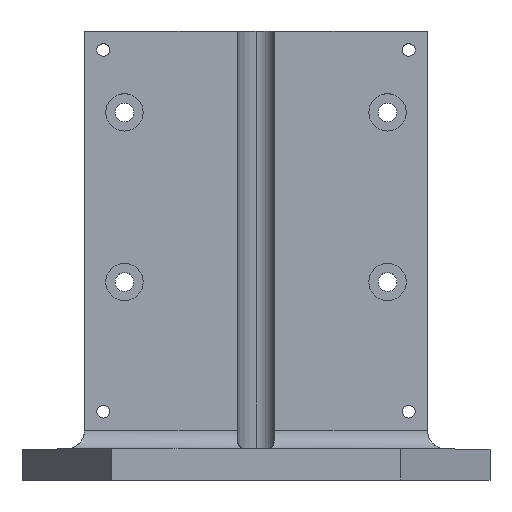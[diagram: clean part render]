
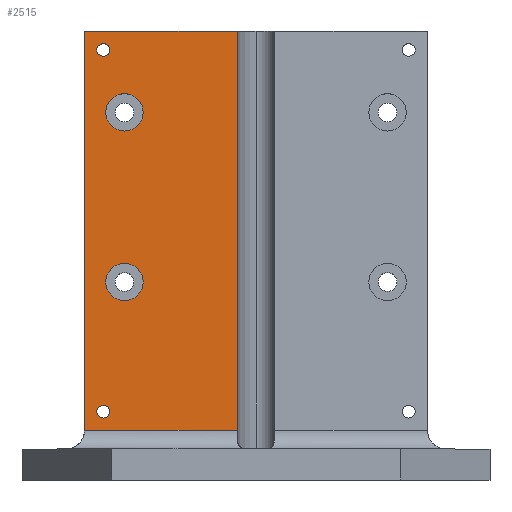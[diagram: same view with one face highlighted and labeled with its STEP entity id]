
A CAD part, top view. The second image highlights one B-rep face of the part: STEP entity #2515.
In plain terms, the highlighted planar face has unit normal (0, 0, 1).
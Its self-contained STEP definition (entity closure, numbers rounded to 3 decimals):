
#11 = DIRECTION ( 'NONE',  ( 0., 0., 1. ) ) ;
#30 = EDGE_CURVE ( 'NONE', #259, #600, #230, .T. ) ;
#111 = EDGE_LOOP ( 'NONE', ( #3067, #467 ) ) ;
#148 = CIRCLE ( 'NONE', #279, 1.025 ) ;
#165 = VERTEX_POINT ( 'NONE', #3804 ) ;
#222 = ORIENTED_EDGE ( 'NONE', *, *, #1336, .T. ) ;
#225 = ORIENTED_EDGE ( 'NONE', *, *, #2750, .F. ) ;
#230 = LINE ( 'NONE', #1335, #3243 ) ;
#259 = VERTEX_POINT ( 'NONE', #3541 ) ;
#260 = DIRECTION ( 'NONE',  ( 1., 0., 0. ) ) ;
#279 = AXIS2_PLACEMENT_3D ( 'NONE', #2046, #2396, #260 ) ;
#364 = DIRECTION ( 'NONE',  ( 0., 0., 1. ) ) ;
#413 = AXIS2_PLACEMENT_3D ( 'NONE', #1800, #1785, #2042 ) ;
#467 = ORIENTED_EDGE ( 'NONE', *, *, #3421, .F. ) ;
#514 = ORIENTED_EDGE ( 'NONE', *, *, #30, .F. ) ;
#515 = CIRCLE ( 'NONE', #577, 3. ) ;
#522 = CIRCLE ( 'NONE', #2062, 1.025 ) ;
#548 = VERTEX_POINT ( 'NONE', #2211 ) ;
#577 = AXIS2_PLACEMENT_3D ( 'NONE', #633, #11, #1564 ) ;
#600 = VERTEX_POINT ( 'NONE', #2802 ) ;
#619 = CARTESIAN_POINT ( 'NONE',  ( 0., 72., 10. ) ) ;
#633 = CARTESIAN_POINT ( 'NONE',  ( -21.1, 59., 10. ) ) ;
#679 = LINE ( 'NONE', #1591, #1040 ) ;
#758 = CARTESIAN_POINT ( 'NONE',  ( -21.1, 59., 10. ) ) ;
#801 = CARTESIAN_POINT ( 'NONE',  ( -24.1, 59., 10. ) ) ;
#850 = VECTOR ( 'NONE', #892, 1000. ) ;
#860 = CARTESIAN_POINT ( 'NONE',  ( -27.5, 72., 10. ) ) ;
#892 = DIRECTION ( 'NONE',  ( 0., 1., 0. ) ) ;
#915 = FACE_OUTER_BOUND ( 'NONE', #1704, .T. ) ;
#941 = VERTEX_POINT ( 'NONE', #1166 ) ;
#997 = EDGE_CURVE ( 'NONE', #941, #165, #679, .T. ) ;
#1040 = VECTOR ( 'NONE', #1306, 1000. ) ;
#1085 = ORIENTED_EDGE ( 'NONE', *, *, #2545, .T. ) ;
#1107 = CIRCLE ( 'NONE', #1816, 3. ) ;
#1157 = VERTEX_POINT ( 'NONE', #801 ) ;
#1166 = CARTESIAN_POINT ( 'NONE',  ( -27.5, 8., 10. ) ) ;
#1244 = VERTEX_POINT ( 'NONE', #2710 ) ;
#1254 = ORIENTED_EDGE ( 'NONE', *, *, #997, .T. ) ;
#1306 = DIRECTION ( 'NONE',  ( 1., 0., 0. ) ) ;
#1322 = ORIENTED_EDGE ( 'NONE', *, *, #1736, .F. ) ;
#1332 = EDGE_CURVE ( 'NONE', #1244, #2364, #148, .T. ) ;
#1335 = CARTESIAN_POINT ( 'NONE',  ( 0., 72., 10. ) ) ;
#1336 = EDGE_CURVE ( 'NONE', #165, #600, #3683, .T. ) ;
#1470 = FACE_BOUND ( 'NONE', #3658, .T. ) ;
#1486 = AXIS2_PLACEMENT_3D ( 'NONE', #2854, #2252, #2561 ) ;
#1492 = FACE_BOUND ( 'NONE', #3802, .T. ) ;
#1509 = VECTOR ( 'NONE', #2094, 1000. ) ;
#1530 = EDGE_CURVE ( 'NONE', #1665, #1157, #1107, .T. ) ;
#1564 = DIRECTION ( 'NONE',  ( 1., 0., 0. ) ) ;
#1591 = CARTESIAN_POINT ( 'NONE',  ( 0., 8., 10. ) ) ;
#1665 = VERTEX_POINT ( 'NONE', #3617 ) ;
#1704 = EDGE_LOOP ( 'NONE', ( #1085, #1254, #222, #514 ) ) ;
#1736 = EDGE_CURVE ( 'NONE', #3691, #548, #3443, .T. ) ;
#1785 = DIRECTION ( 'NONE',  ( 0., 0., 1. ) ) ;
#1800 = CARTESIAN_POINT ( 'NONE',  ( -21.1, 31.8, 10. ) ) ;
#1816 = AXIS2_PLACEMENT_3D ( 'NONE', #758, #2312, #2334 ) ;
#1859 = EDGE_LOOP ( 'NONE', ( #2947, #1931 ) ) ;
#1931 = ORIENTED_EDGE ( 'NONE', *, *, #3819, .F. ) ;
#1932 = CIRCLE ( 'NONE', #3238, 1.025 ) ;
#1956 = CIRCLE ( 'NONE', #2677, 3. ) ;
#1982 = DIRECTION ( 'NONE',  ( 1., 0., 0. ) ) ;
#1996 = VERTEX_POINT ( 'NONE', #2551 ) ;
#2042 = DIRECTION ( 'NONE',  ( 1., 0., 0. ) ) ;
#2046 = CARTESIAN_POINT ( 'NONE',  ( -24.5, 11., 10. ) ) ;
#2062 = AXIS2_PLACEMENT_3D ( 'NONE', #3743, #364, #3436 ) ;
#2094 = DIRECTION ( 'NONE',  ( 0., -1., 0. ) ) ;
#2152 = FACE_BOUND ( 'NONE', #1859, .T. ) ;
#2211 = CARTESIAN_POINT ( 'NONE',  ( -24.1, 31.8, 10. ) ) ;
#2252 = DIRECTION ( 'NONE',  ( 0., 0., 1. ) ) ;
#2280 = ORIENTED_EDGE ( 'NONE', *, *, #3468, .F. ) ;
#2312 = DIRECTION ( 'NONE',  ( 0., 0., 1. ) ) ;
#2334 = DIRECTION ( 'NONE',  ( 1., 0., 0. ) ) ;
#2364 = VERTEX_POINT ( 'NONE', #3588 ) ;
#2396 = DIRECTION ( 'NONE',  ( 0., 0., 1. ) ) ;
#2438 = CIRCLE ( 'NONE', #1486, 1.025 ) ;
#2515 = ADVANCED_FACE ( 'NONE', ( #2152, #1470, #1492, #3706, #915 ), #2711, .F. ) ;
#2545 = EDGE_CURVE ( 'NONE', #259, #941, #2729, .T. ) ;
#2551 = CARTESIAN_POINT ( 'NONE',  ( -25.525, 69., 10. ) ) ;
#2561 = DIRECTION ( 'NONE',  ( 1., 0., 0. ) ) ;
#2572 = DIRECTION ( 'NONE',  ( 1., 0., 0. ) ) ;
#2677 = AXIS2_PLACEMENT_3D ( 'NONE', #3538, #3556, #1982 ) ;
#2710 = CARTESIAN_POINT ( 'NONE',  ( -25.525, 11., 10. ) ) ;
#2711 = PLANE ( 'NONE',  #3328 ) ;
#2729 = LINE ( 'NONE', #860, #1509 ) ;
#2750 = EDGE_CURVE ( 'NONE', #548, #3691, #1956, .T. ) ;
#2802 = CARTESIAN_POINT ( 'NONE',  ( -3., 72., 10. ) ) ;
#2854 = CARTESIAN_POINT ( 'NONE',  ( -24.5, 69., 10. ) ) ;
#2947 = ORIENTED_EDGE ( 'NONE', *, *, #1530, .F. ) ;
#2994 = DIRECTION ( 'NONE',  ( 0., 0., -1. ) ) ;
#3066 = CARTESIAN_POINT ( 'NONE',  ( -23.475, 69., 10. ) ) ;
#3067 = ORIENTED_EDGE ( 'NONE', *, *, #3333, .F. ) ;
#3238 = AXIS2_PLACEMENT_3D ( 'NONE', #3999, #3650, #3935 ) ;
#3243 = VECTOR ( 'NONE', #2572, 1000. ) ;
#3328 = AXIS2_PLACEMENT_3D ( 'NONE', #619, #2994, #3955 ) ;
#3333 = EDGE_CURVE ( 'NONE', #3628, #1996, #1932, .T. ) ;
#3339 = CARTESIAN_POINT ( 'NONE',  ( -3., -5., 10. ) ) ;
#3421 = EDGE_CURVE ( 'NONE', #1996, #3628, #2438, .T. ) ;
#3436 = DIRECTION ( 'NONE',  ( 1., 0., 0. ) ) ;
#3443 = CIRCLE ( 'NONE', #413, 3. ) ;
#3468 = EDGE_CURVE ( 'NONE', #2364, #1244, #522, .T. ) ;
#3538 = CARTESIAN_POINT ( 'NONE',  ( -21.1, 31.8, 10. ) ) ;
#3541 = CARTESIAN_POINT ( 'NONE',  ( -27.5, 72., 10. ) ) ;
#3556 = DIRECTION ( 'NONE',  ( 0., 0., 1. ) ) ;
#3588 = CARTESIAN_POINT ( 'NONE',  ( -23.475, 11., 10. ) ) ;
#3617 = CARTESIAN_POINT ( 'NONE',  ( -18.1, 59., 10. ) ) ;
#3628 = VERTEX_POINT ( 'NONE', #3066 ) ;
#3650 = DIRECTION ( 'NONE',  ( 0., 0., 1. ) ) ;
#3658 = EDGE_LOOP ( 'NONE', ( #1322, #225 ) ) ;
#3683 = LINE ( 'NONE', #3339, #850 ) ;
#3691 = VERTEX_POINT ( 'NONE', #4010 ) ;
#3706 = FACE_BOUND ( 'NONE', #111, .T. ) ;
#3743 = CARTESIAN_POINT ( 'NONE',  ( -24.5, 11., 10. ) ) ;
#3802 = EDGE_LOOP ( 'NONE', ( #2280, #3936 ) ) ;
#3804 = CARTESIAN_POINT ( 'NONE',  ( -3., 8., 10. ) ) ;
#3819 = EDGE_CURVE ( 'NONE', #1157, #1665, #515, .T. ) ;
#3935 = DIRECTION ( 'NONE',  ( 1., 0., 0. ) ) ;
#3936 = ORIENTED_EDGE ( 'NONE', *, *, #1332, .F. ) ;
#3955 = DIRECTION ( 'NONE',  ( -1., 0., 0. ) ) ;
#3999 = CARTESIAN_POINT ( 'NONE',  ( -24.5, 69., 10. ) ) ;
#4010 = CARTESIAN_POINT ( 'NONE',  ( -18.1, 31.8, 10. ) ) ;
